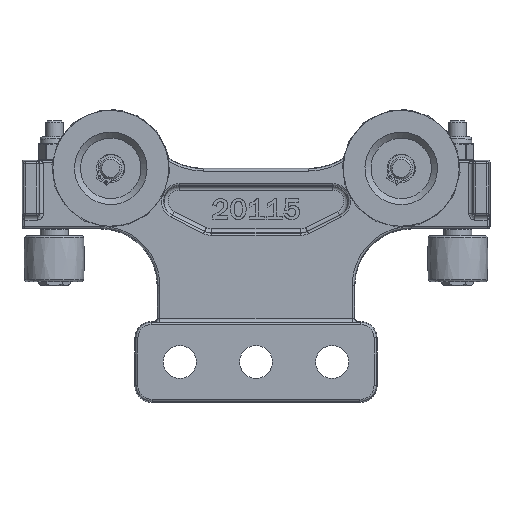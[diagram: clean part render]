
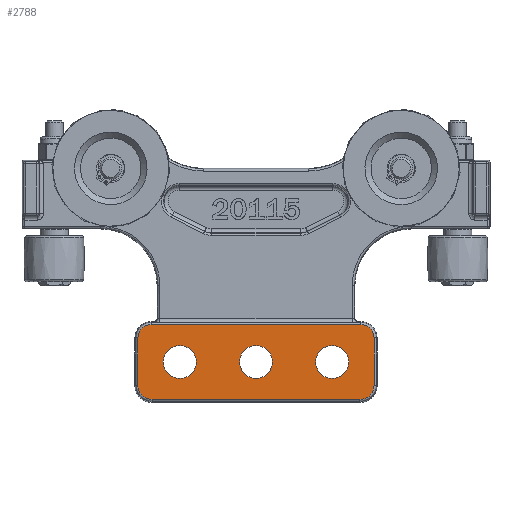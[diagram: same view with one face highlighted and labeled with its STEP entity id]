
A CAD part, top view. The second image highlights one B-rep face of the part: STEP entity #2788.
In plain terms, the highlighted face is planar.
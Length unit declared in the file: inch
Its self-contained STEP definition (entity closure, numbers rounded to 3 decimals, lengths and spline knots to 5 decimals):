
#201=CARTESIAN_POINT('',(-0.4375,0.92529,0.625));
#202=VERTEX_POINT('',#201);
#203=CARTESIAN_POINT('',(-0.4375,1.18119,0.625));
#204=DIRECTION('',(1.0,0.0,0.0));
#205=DIRECTION('',(0.0,1.0,0.0));
#206=AXIS2_PLACEMENT_3D('',#203,#204,#205);
#207=CIRCLE('',#206,0.2559);
#208=EDGE_CURVE('',#202,#202,#207,.T.);
#250=CARTESIAN_POINT('',(-0.4375,-0.2559,0.625));
#251=VERTEX_POINT('',#250);
#252=CARTESIAN_POINT('',(-0.4375,0.0,0.625));
#253=DIRECTION('',(1.0,0.0,0.0));
#254=DIRECTION('',(0.0,1.0,0.0));
#255=AXIS2_PLACEMENT_3D('',#252,#253,#254);
#256=CIRCLE('',#255,0.2559);
#257=EDGE_CURVE('',#251,#251,#256,.T.);
#299=CARTESIAN_POINT('',(-0.4375,-1.43692,0.625));
#300=VERTEX_POINT('',#299);
#301=CARTESIAN_POINT('',(-0.4375,-1.18102,0.625));
#302=DIRECTION('',(1.0,0.0,0.0));
#303=DIRECTION('',(0.0,1.0,0.0));
#304=AXIS2_PLACEMENT_3D('',#301,#302,#303);
#305=CIRCLE('',#304,0.2559);
#306=EDGE_CURVE('',#300,#300,#305,.T.);
#2341=CARTESIAN_POINT('',(-0.4375,-1.82954,0.26407));
#2342=VERTEX_POINT('',#2341);
#2350=CARTESIAN_POINT('',(-0.4375,-1.61093,0.04546));
#2351=VERTEX_POINT('',#2350);
#2352=CARTESIAN_POINT('',(-0.4375,-1.61066,0.26434));
#2353=DIRECTION('',(1.0,0.0,0.0));
#2354=DIRECTION('',(0.0,-0.707,-0.707));
#2355=AXIS2_PLACEMENT_3D('',#2352,#2353,#2354);
#2356=ELLIPSE('',#2355,0.21902,0.21875);
#2357=EDGE_CURVE('',#2342,#2351,#2356,.T.);
#2385=CARTESIAN_POINT('',(-0.4375,-1.82954,1.));
#2386=VERTEX_POINT('',#2385);
#2394=CARTESIAN_POINT('',(-0.4375,-1.82954,1.));
#2395=DIRECTION('',(0.0,0.0,-1.0));
#2396=VECTOR('',#2395,0.73593);
#2397=LINE('',#2394,#2396);
#2398=EDGE_CURVE('',#2386,#2342,#2397,.T.);
#2415=CARTESIAN_POINT('',(-0.4375,1.61093,0.04546));
#2416=VERTEX_POINT('',#2415);
#2433=CARTESIAN_POINT('',(-0.4375,-1.61093,0.04546));
#2434=DIRECTION('',(0.0,1.0,0.0));
#2435=VECTOR('',#2434,3.22186);
#2436=LINE('',#2433,#2435);
#2437=EDGE_CURVE('',#2351,#2416,#2436,.T.);
#2449=CARTESIAN_POINT('',(-0.4375,-1.625,1.20454));
#2450=VERTEX_POINT('',#2449);
#2458=CARTESIAN_POINT('',(-0.4375,-1.625,1.));
#2459=DIRECTION('',(1.0,0.0,0.0));
#2460=DIRECTION('',(0.0,-0.707,0.707));
#2461=AXIS2_PLACEMENT_3D('',#2458,#2459,#2460);
#2462=CIRCLE('',#2461,0.20454);
#2463=EDGE_CURVE('',#2450,#2386,#2462,.T.);
#2547=CARTESIAN_POINT('',(-0.4375,1.82954,0.26407));
#2548=VERTEX_POINT('',#2547);
#2566=CARTESIAN_POINT('',(-0.4375,1.61066,0.26434));
#2567=DIRECTION('',(1.,0.0,0.0));
#2568=DIRECTION('',(0.0,0.707,-0.707));
#2569=AXIS2_PLACEMENT_3D('',#2566,#2567,#2568);
#2570=ELLIPSE('',#2569,0.21902,0.21875);
#2571=EDGE_CURVE('',#2416,#2548,#2570,.T.);
#2583=CARTESIAN_POINT('',(-0.4375,1.625,1.20454));
#2584=VERTEX_POINT('',#2583);
#2592=CARTESIAN_POINT('',(-0.4375,1.625,1.20454));
#2593=DIRECTION('',(0.0,-1.0,0.0));
#2594=VECTOR('',#2593,3.25);
#2595=LINE('',#2592,#2594);
#2596=EDGE_CURVE('',#2584,#2450,#2595,.T.);
#2613=CARTESIAN_POINT('',(-0.4375,1.82954,1.));
#2614=VERTEX_POINT('',#2613);
#2631=CARTESIAN_POINT('',(-0.4375,1.82954,0.26407));
#2632=DIRECTION('',(0.0,0.0,1.0));
#2633=VECTOR('',#2632,0.73593);
#2634=LINE('',#2631,#2633);
#2635=EDGE_CURVE('',#2548,#2614,#2634,.T.);
#2654=CARTESIAN_POINT('',(-0.4375,1.625,1.));
#2655=DIRECTION('',(1.,0.0,0.0));
#2656=DIRECTION('',(0.0,0.707,0.707));
#2657=AXIS2_PLACEMENT_3D('',#2654,#2655,#2656);
#2658=CIRCLE('',#2657,0.20454);
#2659=EDGE_CURVE('',#2614,#2584,#2658,.T.);
#2764=CARTESIAN_POINT('',(-0.4375,0.,0.61012));
#2765=DIRECTION('',(1.0,0.0,0.0));
#2766=DIRECTION('',(0.0,0.0,-1.0));
#2767=AXIS2_PLACEMENT_3D('',#2764,#2765,#2766);
#2768=PLANE('',#2767);
#2769=ORIENTED_EDGE('',*,*,#2357,.F.);
#2770=ORIENTED_EDGE('',*,*,#2398,.F.);
#2771=ORIENTED_EDGE('',*,*,#2463,.F.);
#2772=ORIENTED_EDGE('',*,*,#2596,.F.);
#2773=ORIENTED_EDGE('',*,*,#2659,.F.);
#2774=ORIENTED_EDGE('',*,*,#2635,.F.);
#2775=ORIENTED_EDGE('',*,*,#2571,.F.);
#2776=ORIENTED_EDGE('',*,*,#2437,.F.);
#2777=EDGE_LOOP('',(#2769,#2770,#2771,#2772,#2773,#2774,#2775,#2776));
#2778=FACE_OUTER_BOUND('',#2777,.T.);
#2779=ORIENTED_EDGE('',*,*,#208,.T.);
#2780=EDGE_LOOP('',(#2779));
#2781=FACE_BOUND('',#2780,.T.);
#2782=ORIENTED_EDGE('',*,*,#257,.T.);
#2783=EDGE_LOOP('',(#2782));
#2784=FACE_BOUND('',#2783,.T.);
#2785=ORIENTED_EDGE('',*,*,#306,.T.);
#2786=EDGE_LOOP('',(#2785));
#2787=FACE_BOUND('',#2786,.T.);
#2788=ADVANCED_FACE('',(#2778,#2781,#2784,#2787),#2768,.F.);
